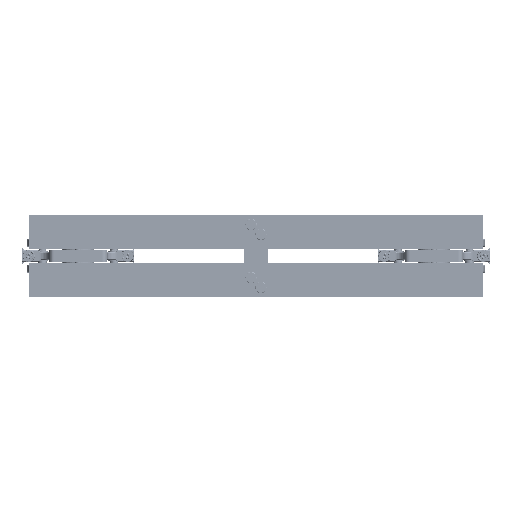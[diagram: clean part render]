
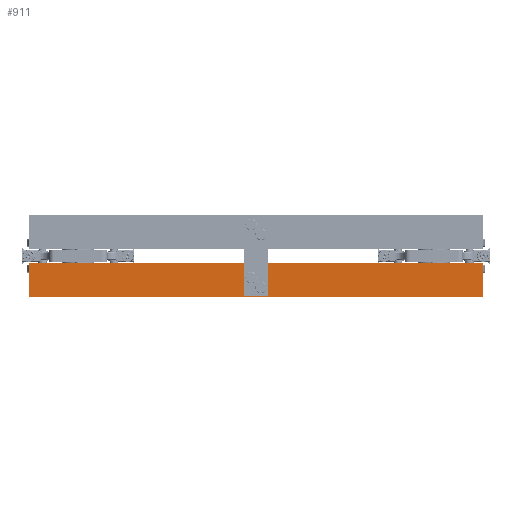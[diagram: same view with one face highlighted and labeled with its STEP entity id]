
A CAD part, front view. The second image highlights one B-rep face of the part: STEP entity #911.
In plain terms, the highlighted planar face has unit normal (0, -1, 0).
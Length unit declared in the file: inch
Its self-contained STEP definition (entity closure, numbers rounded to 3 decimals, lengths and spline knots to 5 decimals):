
#513=CARTESIAN_POINT('',(0.82031,0.,-2.5));
#514=VERTEX_POINT('',#513);
#515=CARTESIAN_POINT('',(0.5,0.0,-2.5));
#516=DIRECTION('',(0.0,1.0,0.0));
#517=DIRECTION('',(1.0,0.0,0.0));
#518=AXIS2_PLACEMENT_3D('',#515,#516,#517);
#519=CIRCLE('',#518,0.32031);
#520=EDGE_CURVE('',#514,#514,#519,.T.);
#541=CARTESIAN_POINT('',(-0.17969,0.,-1.5));
#542=VERTEX_POINT('',#541);
#543=CARTESIAN_POINT('',(-0.5,0.0,-1.5));
#544=DIRECTION('',(0.0,1.0,0.0));
#545=DIRECTION('',(1.0,0.0,0.0));
#546=AXIS2_PLACEMENT_3D('',#543,#544,#545);
#547=CIRCLE('',#546,0.32031);
#548=EDGE_CURVE('',#542,#542,#547,.T.);
#727=CARTESIAN_POINT('',(-23.,0.,-3.5));
#728=VERTEX_POINT('',#727);
#735=CARTESIAN_POINT('',(-23.,0.0,0.0));
#736=VERTEX_POINT('',#735);
#737=CARTESIAN_POINT('',(-23.,0.,0.0));
#738=DIRECTION('',(0.0,0.0,-1.0));
#739=VECTOR('',#738,3.5);
#740=LINE('',#737,#739);
#741=EDGE_CURVE('',#736,#728,#740,.T.);
#864=CARTESIAN_POINT('',(23.,0.,-3.5));
#865=VERTEX_POINT('',#864);
#872=CARTESIAN_POINT('',(23.,0.,-3.5));
#873=DIRECTION('',(-1.0,0.0,0.0));
#874=VECTOR('',#873,46.);
#875=LINE('',#872,#874);
#876=EDGE_CURVE('',#865,#728,#875,.T.);
#882=CARTESIAN_POINT('',(0.0,0.,-3.5));
#883=DIRECTION('',(0.0,-1.0,0.0));
#884=DIRECTION('',(0.0,0.0,-1.0));
#885=AXIS2_PLACEMENT_3D('',#882,#883,#884);
#886=PLANE('',#885);
#887=CARTESIAN_POINT('',(23.,0.0,0.0));
#888=VERTEX_POINT('',#887);
#889=CARTESIAN_POINT('',(23.,0.,-3.5));
#890=DIRECTION('',(0.0,0.0,1.0));
#891=VECTOR('',#890,3.5);
#892=LINE('',#889,#891);
#893=EDGE_CURVE('',#865,#888,#892,.T.);
#894=ORIENTED_EDGE('',*,*,#893,.T.);
#895=CARTESIAN_POINT('',(-23.,0.0,0.0));
#896=DIRECTION('',(1.0,0.0,0.0));
#897=VECTOR('',#896,46.);
#898=LINE('',#895,#897);
#899=EDGE_CURVE('',#736,#888,#898,.T.);
#900=ORIENTED_EDGE('',*,*,#899,.F.);
#901=ORIENTED_EDGE('',*,*,#741,.T.);
#902=ORIENTED_EDGE('',*,*,#876,.F.);
#903=EDGE_LOOP('',(#894,#900,#901,#902));
#904=FACE_OUTER_BOUND('',#903,.T.);
#905=ORIENTED_EDGE('',*,*,#520,.T.);
#906=EDGE_LOOP('',(#905));
#907=FACE_BOUND('',#906,.T.);
#908=ORIENTED_EDGE('',*,*,#548,.T.);
#909=EDGE_LOOP('',(#908));
#910=FACE_BOUND('',#909,.T.);
#911=ADVANCED_FACE('',(#904,#907,#910),#886,.T.);
